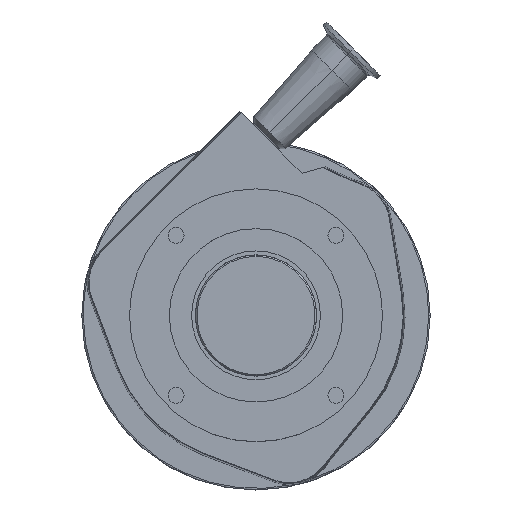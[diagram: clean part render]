
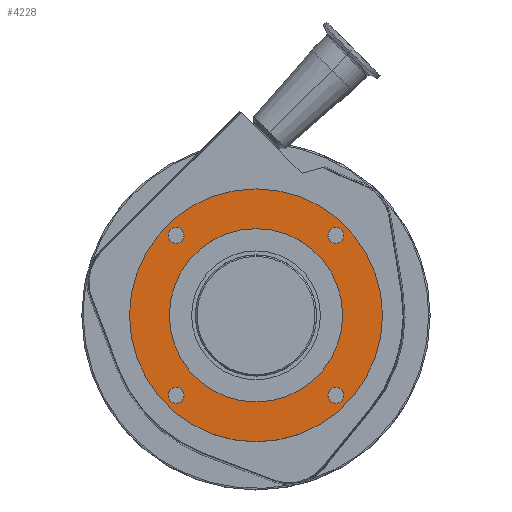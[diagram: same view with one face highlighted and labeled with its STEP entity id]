
A CAD part, top view. The second image highlights one B-rep face of the part: STEP entity #4228.
In plain terms, the highlighted planar face has unit normal (0, 0, 1).
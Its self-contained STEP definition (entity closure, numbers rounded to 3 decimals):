
#46 = CARTESIAN_POINT ( 'NONE',  ( -52.759, -52.759, -5.5 ) ) ;
#86 = AXIS2_PLACEMENT_3D ( 'NONE', #2172, #3200, #1899 ) ;
#236 = CIRCLE ( 'NONE', #6329, 5.25 ) ;
#392 = VERTEX_POINT ( 'NONE', #668 ) ;
#459 = VERTEX_POINT ( 'NONE', #731 ) ;
#471 = DIRECTION ( 'NONE',  ( 1., 0., 0. ) ) ;
#474 = ORIENTED_EDGE ( 'NONE', *, *, #3297, .F. ) ;
#617 = ORIENTED_EDGE ( 'NONE', *, *, #3454, .T. ) ;
#668 = CARTESIAN_POINT ( 'NONE',  ( -58.009, -52.759, -5.5 ) ) ;
#731 = CARTESIAN_POINT ( 'NONE',  ( -57.2, 0., -5.5 ) ) ;
#753 = DIRECTION ( 'NONE',  ( 1., 0., 0. ) ) ;
#773 = CARTESIAN_POINT ( 'NONE',  ( 0., 0., -5.5 ) ) ;
#785 = CARTESIAN_POINT ( 'NONE',  ( -83.5, 0., -5.5 ) ) ;
#803 = AXIS2_PLACEMENT_3D ( 'NONE', #2844, #1195, #2776 ) ;
#842 = CARTESIAN_POINT ( 'NONE',  ( 57.2, 0., -5.5 ) ) ;
#843 = AXIS2_PLACEMENT_3D ( 'NONE', #1755, #5786, #3276 ) ;
#910 = DIRECTION ( 'NONE',  ( 1., 0., 0. ) ) ;
#919 = CARTESIAN_POINT ( 'NONE',  ( 52.759, -52.759, -5.5 ) ) ;
#946 = EDGE_LOOP ( 'NONE', ( #617, #2101 ) ) ;
#1042 = CARTESIAN_POINT ( 'NONE',  ( -47.509, 52.759, -5.5 ) ) ;
#1101 = EDGE_CURVE ( 'NONE', #5884, #2161, #4603, .T. ) ;
#1139 = CIRCLE ( 'NONE', #4835, 83.5 ) ;
#1177 = FACE_OUTER_BOUND ( 'NONE', #946, .T. ) ;
#1195 = DIRECTION ( 'NONE',  ( 0., 0., 1. ) ) ;
#1242 = CIRCLE ( 'NONE', #6500, 5.25 ) ;
#1244 = CARTESIAN_POINT ( 'NONE',  ( 0., 0., -5.5 ) ) ;
#1245 = DIRECTION ( 'NONE',  ( 1., 0., 0. ) ) ;
#1260 = CARTESIAN_POINT ( 'NONE',  ( 47.509, 52.759, -5.5 ) ) ;
#1342 = VERTEX_POINT ( 'NONE', #2143 ) ;
#1350 = CARTESIAN_POINT ( 'NONE',  ( 0., 0., -5.5 ) ) ;
#1439 = EDGE_CURVE ( 'NONE', #2033, #392, #2075, .T. ) ;
#1510 = EDGE_CURVE ( 'NONE', #392, #2033, #5658, .T. ) ;
#1529 = EDGE_CURVE ( 'NONE', #5011, #2918, #3448, .T. ) ;
#1588 = ORIENTED_EDGE ( 'NONE', *, *, #1510, .F. ) ;
#1661 = EDGE_LOOP ( 'NONE', ( #4301, #4464 ) ) ;
#1664 = AXIS2_PLACEMENT_3D ( 'NONE', #773, #1828, #3846 ) ;
#1755 = CARTESIAN_POINT ( 'NONE',  ( 52.759, 52.759, -5.5 ) ) ;
#1787 = CARTESIAN_POINT ( 'NONE',  ( 52.759, -52.759, -5.5 ) ) ;
#1828 = DIRECTION ( 'NONE',  ( 0., 0., 1. ) ) ;
#1845 = ORIENTED_EDGE ( 'NONE', *, *, #2083, .F. ) ;
#1899 = DIRECTION ( 'NONE',  ( 1., 0., 0. ) ) ;
#2033 = VERTEX_POINT ( 'NONE', #2826 ) ;
#2058 = ORIENTED_EDGE ( 'NONE', *, *, #1439, .F. ) ;
#2075 = CIRCLE ( 'NONE', #6182, 5.25 ) ;
#2083 = EDGE_CURVE ( 'NONE', #459, #4314, #4723, .T. ) ;
#2101 = ORIENTED_EDGE ( 'NONE', *, *, #1529, .T. ) ;
#2143 = CARTESIAN_POINT ( 'NONE',  ( 58.009, 52.759, -5.5 ) ) ;
#2158 = ORIENTED_EDGE ( 'NONE', *, *, #1101, .F. ) ;
#2161 = VERTEX_POINT ( 'NONE', #1042 ) ;
#2172 = CARTESIAN_POINT ( 'NONE',  ( 0., 0., -5.5 ) ) ;
#2257 = VERTEX_POINT ( 'NONE', #4590 ) ;
#2517 = CIRCLE ( 'NONE', #2828, 5.25 ) ;
#2527 = EDGE_LOOP ( 'NONE', ( #3059, #1845 ) ) ;
#2627 = AXIS2_PLACEMENT_3D ( 'NONE', #1244, #2760, #4152 ) ;
#2760 = DIRECTION ( 'NONE',  ( 0., 0., 1. ) ) ;
#2776 = DIRECTION ( 'NONE',  ( 1., 0., 0. ) ) ;
#2779 = DIRECTION ( 'NONE',  ( 1., 0., 0. ) ) ;
#2826 = CARTESIAN_POINT ( 'NONE',  ( -47.509, -52.759, -5.5 ) ) ;
#2828 = AXIS2_PLACEMENT_3D ( 'NONE', #4817, #3202, #753 ) ;
#2844 = CARTESIAN_POINT ( 'NONE',  ( -52.759, 52.759, -5.5 ) ) ;
#2871 = DIRECTION ( 'NONE',  ( 1., 0., 0. ) ) ;
#2918 = VERTEX_POINT ( 'NONE', #3333 ) ;
#2986 = EDGE_CURVE ( 'NONE', #2257, #5019, #1242, .T. ) ;
#3058 = EDGE_LOOP ( 'NONE', ( #2058, #1588 ) ) ;
#3059 = ORIENTED_EDGE ( 'NONE', *, *, #3331, .F. ) ;
#3200 = DIRECTION ( 'NONE',  ( 0., 0., 1. ) ) ;
#3202 = DIRECTION ( 'NONE',  ( 0., 0., 1. ) ) ;
#3252 = FACE_BOUND ( 'NONE', #3058, .T. ) ;
#3276 = DIRECTION ( 'NONE',  ( 1., 0., 0. ) ) ;
#3277 = VERTEX_POINT ( 'NONE', #1260 ) ;
#3297 = EDGE_CURVE ( 'NONE', #2161, #5884, #2517, .T. ) ;
#3331 = EDGE_CURVE ( 'NONE', #4314, #459, #6401, .T. ) ;
#3333 = CARTESIAN_POINT ( 'NONE',  ( 83.5, 0., -5.5 ) ) ;
#3375 = EDGE_CURVE ( 'NONE', #5019, #2257, #3990, .T. ) ;
#3448 = CIRCLE ( 'NONE', #86, 83.5 ) ;
#3454 = EDGE_CURVE ( 'NONE', #2918, #5011, #1139, .T. ) ;
#3846 = DIRECTION ( 'NONE',  ( 1., 0., 0. ) ) ;
#3870 = CARTESIAN_POINT ( 'NONE',  ( 52.759, 52.759, -5.5 ) ) ;
#3873 = AXIS2_PLACEMENT_3D ( 'NONE', #4942, #3884, #910 ) ;
#3884 = DIRECTION ( 'NONE',  ( 0., 0., 1. ) ) ;
#3990 = CIRCLE ( 'NONE', #6506, 5.25 ) ;
#4152 = DIRECTION ( 'NONE',  ( 1., 0., 0. ) ) ;
#4221 = CIRCLE ( 'NONE', #843, 5.25 ) ;
#4228 = ADVANCED_FACE ( 'NONE', ( #5757, #3252, #4279, #4644, #1177, #4740 ), #6217, .T. ) ;
#4264 = CARTESIAN_POINT ( 'NONE',  ( 58.009, -52.759, -5.5 ) ) ;
#4279 = FACE_BOUND ( 'NONE', #5784, .T. ) ;
#4301 = ORIENTED_EDGE ( 'NONE', *, *, #4707, .F. ) ;
#4314 = VERTEX_POINT ( 'NONE', #842 ) ;
#4358 = DIRECTION ( 'NONE',  ( 0., 0., 1. ) ) ;
#4405 = ORIENTED_EDGE ( 'NONE', *, *, #2986, .F. ) ;
#4464 = ORIENTED_EDGE ( 'NONE', *, *, #5675, .F. ) ;
#4590 = CARTESIAN_POINT ( 'NONE',  ( 47.509, -52.759, -5.5 ) ) ;
#4603 = CIRCLE ( 'NONE', #803, 5.25 ) ;
#4644 = FACE_BOUND ( 'NONE', #1661, .T. ) ;
#4707 = EDGE_CURVE ( 'NONE', #1342, #3277, #4221, .T. ) ;
#4723 = CIRCLE ( 'NONE', #1664, 57.2 ) ;
#4740 = FACE_BOUND ( 'NONE', #2527, .T. ) ;
#4796 = EDGE_LOOP ( 'NONE', ( #474, #2158 ) ) ;
#4817 = CARTESIAN_POINT ( 'NONE',  ( -52.759, 52.759, -5.5 ) ) ;
#4835 = AXIS2_PLACEMENT_3D ( 'NONE', #1350, #5899, #5413 ) ;
#4942 = CARTESIAN_POINT ( 'NONE',  ( -52.759, -52.759, -5.5 ) ) ;
#4986 = DIRECTION ( 'NONE',  ( 0., 0., 1. ) ) ;
#5011 = VERTEX_POINT ( 'NONE', #785 ) ;
#5019 = VERTEX_POINT ( 'NONE', #4264 ) ;
#5413 = DIRECTION ( 'NONE',  ( 1., 0., 0. ) ) ;
#5420 = DIRECTION ( 'NONE',  ( 0., 0., 1. ) ) ;
#5428 = ORIENTED_EDGE ( 'NONE', *, *, #3375, .F. ) ;
#5466 = AXIS2_PLACEMENT_3D ( 'NONE', #6357, #4986, #471 ) ;
#5617 = CARTESIAN_POINT ( 'NONE',  ( -58.009, 52.759, -5.5 ) ) ;
#5658 = CIRCLE ( 'NONE', #3873, 5.25 ) ;
#5675 = EDGE_CURVE ( 'NONE', #3277, #1342, #236, .T. ) ;
#5757 = FACE_BOUND ( 'NONE', #4796, .T. ) ;
#5759 = DIRECTION ( 'NONE',  ( 0., 0., 1. ) ) ;
#5784 = EDGE_LOOP ( 'NONE', ( #5428, #4405 ) ) ;
#5786 = DIRECTION ( 'NONE',  ( 0., 0., 1. ) ) ;
#5884 = VERTEX_POINT ( 'NONE', #5617 ) ;
#5899 = DIRECTION ( 'NONE',  ( 0., 0., 1. ) ) ;
#6039 = DIRECTION ( 'NONE',  ( 0., 0., 1. ) ) ;
#6133 = DIRECTION ( 'NONE',  ( 1., 0., 0. ) ) ;
#6182 = AXIS2_PLACEMENT_3D ( 'NONE', #46, #6039, #6133 ) ;
#6217 = PLANE ( 'NONE',  #2627 ) ;
#6329 = AXIS2_PLACEMENT_3D ( 'NONE', #3870, #5759, #1245 ) ;
#6357 = CARTESIAN_POINT ( 'NONE',  ( 0., 0., -5.5 ) ) ;
#6401 = CIRCLE ( 'NONE', #5466, 57.2 ) ;
#6500 = AXIS2_PLACEMENT_3D ( 'NONE', #1787, #5420, #2779 ) ;
#6506 = AXIS2_PLACEMENT_3D ( 'NONE', #919, #4358, #2871 ) ;
